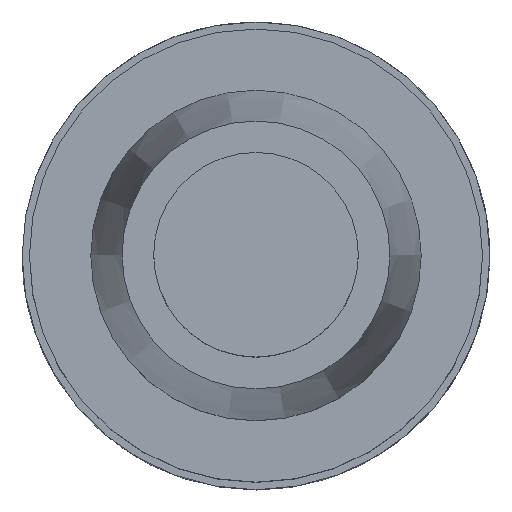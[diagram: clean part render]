
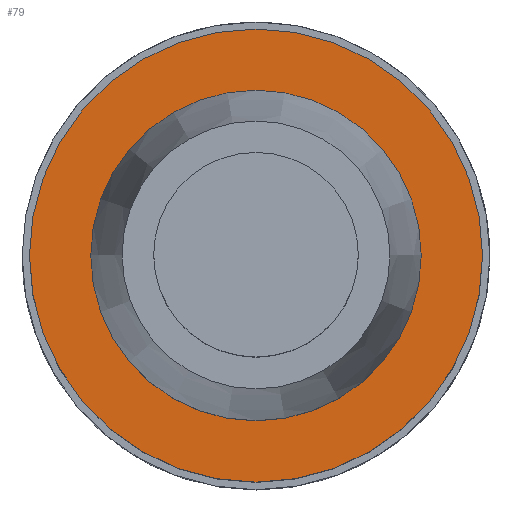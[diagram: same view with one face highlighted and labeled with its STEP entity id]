
A CAD part, top view. The second image highlights one B-rep face of the part: STEP entity #79.
In plain terms, the highlighted planar face has unit normal (0, 0, 1).
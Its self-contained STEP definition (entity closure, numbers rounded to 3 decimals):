
#65=FACE_BOUND('',#102,.T.);
#66=FACE_BOUND('',#103,.T.);
#79=ADVANCED_FACE('',(#65,#66),#87,.T.);
#87=PLANE('',#222);
#102=EDGE_LOOP('',(#120));
#103=EDGE_LOOP('',(#121));
#120=ORIENTED_EDGE('',*,*,#146,.T.);
#121=ORIENTED_EDGE('',*,*,#147,.F.);
#135=VERTEX_POINT('',#308);
#136=VERTEX_POINT('',#311);
#146=EDGE_CURVE('',#135,#135,#156,.T.);
#147=EDGE_CURVE('',#136,#136,#157,.T.);
#156=CIRCLE('',#219,5.653);
#157=CIRCLE('',#221,7.75);
#219=AXIS2_PLACEMENT_3D('',#307,#255,#256);
#221=AXIS2_PLACEMENT_3D('',#310,#259,#260);
#222=AXIS2_PLACEMENT_3D('',#312,#261,#262);
#255=DIRECTION('',(0.,0.,-1.));
#256=DIRECTION('',(-1.,0.,0.));
#259=DIRECTION('',(0.,0.,-1.));
#260=DIRECTION('',(-1.,0.,0.));
#261=DIRECTION('',(0.,0.,1.));
#262=DIRECTION('',(-1.,0.,0.));
#307=CARTESIAN_POINT('',(0.,0.,0.));
#308=CARTESIAN_POINT('',(-5.653,0.,0.));
#310=CARTESIAN_POINT('',(0.,0.,0.));
#311=CARTESIAN_POINT('',(-7.75,0.,0.));
#312=CARTESIAN_POINT('',(-7.751,-7.751,0.));
